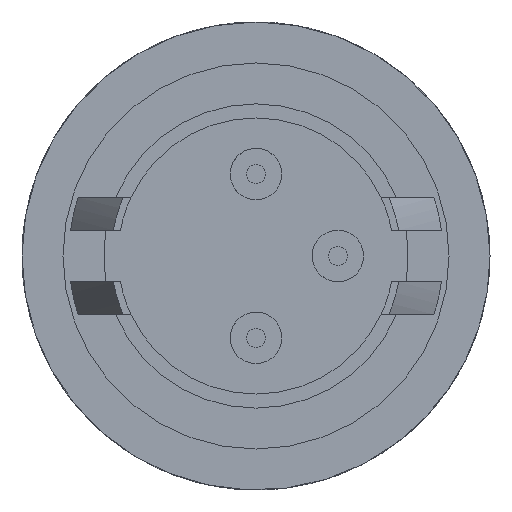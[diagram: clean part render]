
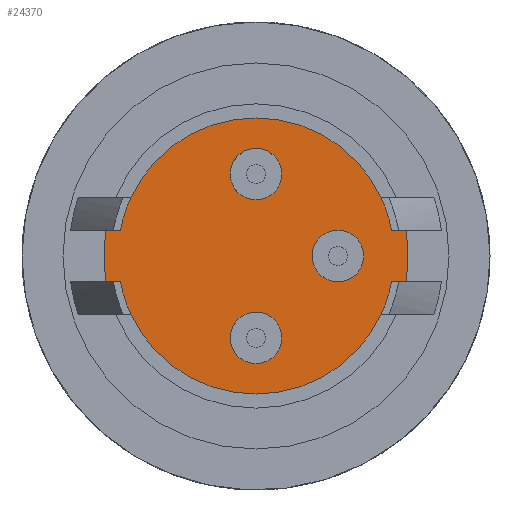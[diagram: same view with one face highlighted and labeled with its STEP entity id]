
A CAD part, front view. The second image highlights one B-rep face of the part: STEP entity #24370.
In plain terms, the highlighted planar face has unit normal (0, -1, 0).
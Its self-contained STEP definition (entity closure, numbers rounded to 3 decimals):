
#1350=CARTESIAN_POINT('',(14.432,9.53,-0.778))
;
#1360=VERTEX_POINT('',#1350);
#1390=CARTESIAN_POINT('',(13.654,9.53,0.));
#1400=DIRECTION('',(0.,-1.,0.));
#1410=DIRECTION('',(-0.707,0.,
0.707));
#1420=AXIS2_PLACEMENT_3D('',#1390,#1400,#1410);
#1430=CIRCLE('',#1420,1.1);
#1440=CARTESIAN_POINT('',(12.876,9.53,0.778));
#1450=VERTEX_POINT('',#1440);
#1460=EDGE_CURVE('',#1450,#1360,#1430,.T.);
#2280=CARTESIAN_POINT('',(9.376,9.53,2.722));
#2290=VERTEX_POINT('',#2280);
#2320=CARTESIAN_POINT('',(10.154,9.53,3.5));
#2330=DIRECTION('',(0.,-1.,0.));
#2340=DIRECTION('',(-0.707,0.,
-0.707));
#2350=AXIS2_PLACEMENT_3D('',#2320,#2330,#2340);
#2360=CIRCLE('',#2350,1.1);
#2370=CARTESIAN_POINT('',(10.932,9.53,4.278));
#2380=VERTEX_POINT('',#2370);
#2390=EDGE_CURVE('',#2380,#2290,#2360,.T.);
#5650=CARTESIAN_POINT('',(10.154,9.53,0.));
#5660=DIRECTION('',(0.,1.,0.));
#5670=DIRECTION('',(-1.,0.,0.));
#5680=AXIS2_PLACEMENT_3D('',#5650,#5660,#5670);
#5690=CIRCLE('',#5680,5.9);
#5700=CARTESIAN_POINT('',(10.154,9.53,5.9));
#5710=VERTEX_POINT('',#5700);
#5720=CARTESIAN_POINT('',(15.498,9.53,2.5));
#5730=VERTEX_POINT('',#5720);
#5740=EDGE_CURVE('',#5710,#5730,#5690,.T.);
#7330=CARTESIAN_POINT('',(9.376,9.53,-4.278));
#7340=VERTEX_POINT('',#7330);
#7370=CARTESIAN_POINT('',(10.154,9.53,-3.5));
#7380=DIRECTION('',(0.,-1.,0.));
#7390=DIRECTION('',(0.707,0.,
0.707));
#7400=AXIS2_PLACEMENT_3D('',#7370,#7380,#7390);
#7410=CIRCLE('',#7400,1.1);
#7420=CARTESIAN_POINT('',(10.932,9.53,-2.722));
#7430=VERTEX_POINT('',#7420);
#7440=EDGE_CURVE('',#7430,#7340,#7410,.T.);
#10630=CARTESIAN_POINT('',(10.154,9.53,-5.9));
#10640=VERTEX_POINT('',#10630);
#10670=CARTESIAN_POINT('',(15.498,9.53,-2.5))
;
#10680=VERTEX_POINT('',#10670);
#10690=EDGE_CURVE('',#10680,#10640,#5690,.T.);
#19450=CARTESIAN_POINT('',(0.,9.53,-1.1
));
#19460=DIRECTION('',(-1.,0.,0.));
#19470=VECTOR('',#19460,1.);
#19480=LINE('',#19450,#19470);
#19490=CARTESIAN_POINT('',(4.358,9.53,-1.1));
#19500=VERTEX_POINT('',#19490);
#19510=CARTESIAN_POINT('',(3.748,9.53,-1.1))
;
#19520=VERTEX_POINT('',#19510);
#19530=EDGE_CURVE('',#19500,#19520,#19480,.T.);
#19820=CARTESIAN_POINT('',(4.81,9.53,-2.5))
;
#19830=VERTEX_POINT('',#19820);
#19880=CARTESIAN_POINT('',(10.154,9.53,0.));
#19890=DIRECTION('',(0.,1.,0.));
#19900=DIRECTION('',(-1.,0.,0.));
#19910=AXIS2_PLACEMENT_3D('',#19880,#19890,#19900);
#19920=CIRCLE('',#19910,5.9);
#19930=EDGE_CURVE('',#19830,#19500,#19920,.T.);
#21080=CARTESIAN_POINT('',(15.951,9.53,1.1));
#21090=VERTEX_POINT('',#21080);
#21120=EDGE_CURVE('',#5730,#21090,#19920,.T.);
#21480=CARTESIAN_POINT('',(3.748,9.53,1.1));
#21490=VERTEX_POINT('',#21480);
#21840=CARTESIAN_POINT('',(4.358,9.53,1.1));
#21850=VERTEX_POINT('',#21840);
#21880=CARTESIAN_POINT('',(0.,9.53,1.1)
);
#21890=DIRECTION('',(-1.,0.,0.));
#21900=VECTOR('',#21890,1.);
#21910=LINE('',#21880,#21900);
#21920=EDGE_CURVE('',#21850,#21490,#21910,.T.);
#22020=CARTESIAN_POINT('',(10.154,9.53,0.));
#22030=DIRECTION('',(0.,1.,0.));
#22040=DIRECTION('',(0.,0.,1.));
#22050=AXIS2_PLACEMENT_3D('',#22020,#22030,#22040);
#22060=CIRCLE('',#22050,6.5);
#22070=EDGE_CURVE('',#19520,#21490,#22060,.T.);
#22810=CARTESIAN_POINT('',(4.81,9.53,2.5));
#22820=VERTEX_POINT('',#22810);
#23250=EDGE_CURVE('',#21850,#22820,#19920,.T.);
#23620=CARTESIAN_POINT('',(0.,9.53,1.1)
);
#23630=DIRECTION('',(1.,0.,0.));
#23640=VECTOR('',#23630,1.);
#23650=LINE('',#23620,#23640);
#23660=CARTESIAN_POINT('',(16.56,9.53,1.1));
#23670=VERTEX_POINT('',#23660);
#23680=EDGE_CURVE('',#21090,#23670,#23650,.T.);
#23830=CARTESIAN_POINT('',(14.822,9.53,1.898));
#23840=DIRECTION('',(0.,-1.,0.));
#23850=DIRECTION('',(1.,0.,0.));
#23860=AXIS2_PLACEMENT_3D('',#23830,#23840,#23850);
#23870=PLANE('',#23860);
#23880=CARTESIAN_POINT('',(15.951,9.53,-1.1))
;
#23890=VERTEX_POINT('',#23880);
#23900=EDGE_CURVE('',#23890,#10680,#19920,.T.);
#23910=ORIENTED_EDGE('',*,*,#23900,.F.);
#23920=ORIENTED_EDGE('',*,*,#10690,.F.);
#23930=EDGE_CURVE('',#10640,#19830,#5690,.T.);
#23940=ORIENTED_EDGE('',*,*,#23930,.F.);
#23950=ORIENTED_EDGE('',*,*,#19930,.F.);
#23960=ORIENTED_EDGE('',*,*,#19530,.F.);
#23970=ORIENTED_EDGE('',*,*,#22070,.F.);
#23980=ORIENTED_EDGE('',*,*,#21920,.T.);
#23990=ORIENTED_EDGE('',*,*,#23250,.F.);
#24000=EDGE_CURVE('',#22820,#5710,#5690,.T.);
#24010=ORIENTED_EDGE('',*,*,#24000,.F.);
#24020=ORIENTED_EDGE('',*,*,#5740,.F.);
#24030=ORIENTED_EDGE('',*,*,#21120,.F.);
#24040=ORIENTED_EDGE('',*,*,#23680,.F.);
#24050=CARTESIAN_POINT('',(10.154,9.53,0.));
#24060=DIRECTION('',(0.,1.,0.));
#24070=DIRECTION('',(0.,0.,1.));
#24080=AXIS2_PLACEMENT_3D('',#24050,#24060,#24070);
#24090=CIRCLE('',#24080,6.5);
#24100=CARTESIAN_POINT('',(16.56,9.53,-1.1))
;
#24110=VERTEX_POINT('',#24100);
#24120=EDGE_CURVE('',#23670,#24110,#24090,.T.);
#24130=ORIENTED_EDGE('',*,*,#24120,.F.);
#24140=CARTESIAN_POINT('',(0.,9.53,-1.1
));
#24150=DIRECTION('',(1.,0.,0.));
#24160=VECTOR('',#24150,1.);
#24170=LINE('',#24140,#24160);
#24180=EDGE_CURVE('',#23890,#24110,#24170,.T.);
#24190=ORIENTED_EDGE('',*,*,#24180,.T.);
#24200=EDGE_LOOP('',(#24190,#24130,#24040,#24030,#24020,#24010,#23990,
#23980,#23970,#23960,#23950,#23940,#23920,#23910));
#24210=FACE_OUTER_BOUND('',#24200,.T.);
#24220=ORIENTED_EDGE('',*,*,#7440,.F.);
#24230=EDGE_CURVE('',#7340,#7430,#7410,.T.);
#24240=ORIENTED_EDGE('',*,*,#24230,.F.);
#24250=EDGE_LOOP('',(#24240,#24220));
#24260=FACE_BOUND('',#24250,.T.);
#24270=EDGE_CURVE('',#2290,#2380,#2360,.T.);
#24280=ORIENTED_EDGE('',*,*,#24270,.F.);
#24290=ORIENTED_EDGE('',*,*,#2390,.F.);
#24300=EDGE_LOOP('',(#24290,#24280));
#24310=FACE_BOUND('',#24300,.T.);
#24320=ORIENTED_EDGE('',*,*,#1460,.F.);
#24330=EDGE_CURVE('',#1360,#1450,#1430,.T.);
#24340=ORIENTED_EDGE('',*,*,#24330,.F.);
#24350=EDGE_LOOP('',(#24340,#24320));
#24360=FACE_BOUND('',#24350,.T.);
#24370=ADVANCED_FACE('',(#24210,#24260,#24310,#24360),#23870,.T.);
